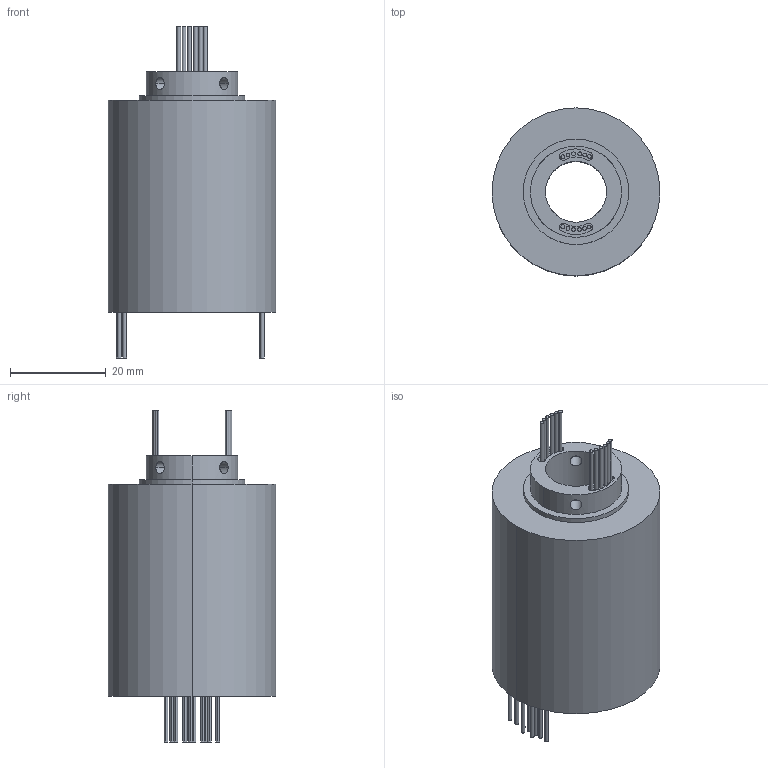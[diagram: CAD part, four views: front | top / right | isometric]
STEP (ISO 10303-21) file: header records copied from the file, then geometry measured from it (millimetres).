
FILE_DESCRIPTION (( 'STEP AP203' ), '1' );
FILE_NAME ('RX01231003.STEP', '2021-02-03T02:32:08', ( 'admin321' ), ( '' ), 'SwSTEP 2.0', 'SolidWorks 2014', '' );
FILE_SCHEMA (( 'CONFIG_CONTROL_DESIGN' ));
Length unit declared in the file: millimetre
Products named in the file (1): RX01231003
Bounding box: 35 x 35 x 69.2 mm (x, y, z)
Volume: 37910.2 mm3; surface area: 10105.4 mm2
Topology: 1 solids, 1 shells, 130 faces, 286 edges, 184 vertices
Faces by surface type: cylinder 86, plane 36, cone 8
Entity records: 3959 total; most frequent: CARTESIAN_POINT 897, DIRECTION 684, ORIENTED_EDGE 556, AXIS2_PLACEMENT_3D 291, EDGE_CURVE 278, VERTEX_POINT 184, EDGE_LOOP 174, CIRCLE 160
